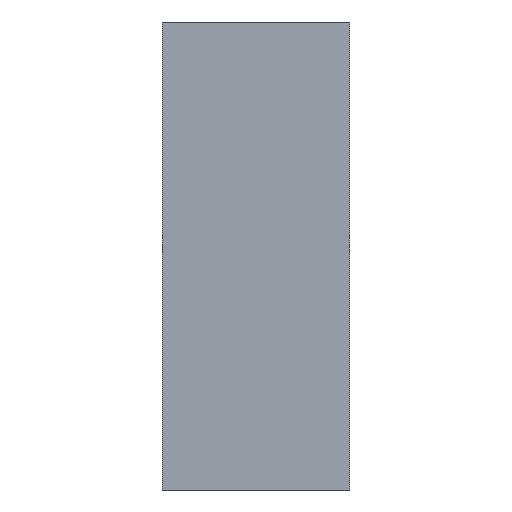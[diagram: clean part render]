
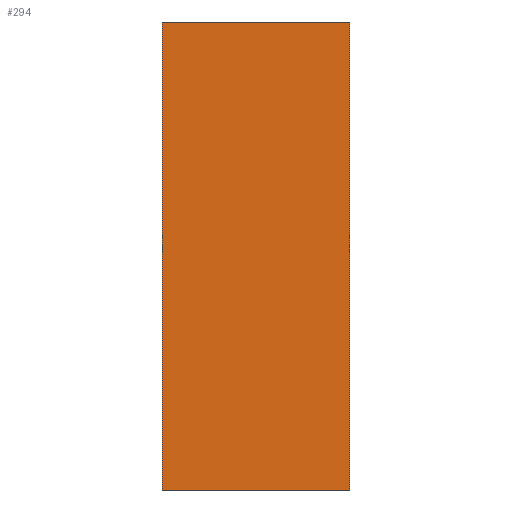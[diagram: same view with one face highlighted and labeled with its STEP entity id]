
A CAD part, front view. The second image highlights one B-rep face of the part: STEP entity #294.
In plain terms, the highlighted planar face has unit normal (0, -1, 0).
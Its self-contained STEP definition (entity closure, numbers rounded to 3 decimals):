
#32=CARTESIAN_POINT('',(177.,-30.,14.));
#33=VERTEX_POINT('',#32);
#34=CARTESIAN_POINT('',(177.,-30.,6.5));
#35=VERTEX_POINT('',#34);
#36=CARTESIAN_POINT('',(177.,-30.,14.));
#37=DIRECTION('',(0.,0.,-1.));
#38=VECTOR('',#37,7.5);
#39=LINE('',#36,#38);
#40=EDGE_CURVE('',#33,#35,#39,.T.);
#74=CARTESIAN_POINT('',(174.,-30.,6.5));
#75=VERTEX_POINT('',#74);
#82=CARTESIAN_POINT('',(174.,-30.,14.));
#83=VERTEX_POINT('',#82);
#84=CARTESIAN_POINT('',(174.,-30.,6.5));
#85=DIRECTION('',(0.,0.,1.));
#86=VECTOR('',#85,7.5);
#87=LINE('',#84,#86);
#88=EDGE_CURVE('',#75,#83,#87,.T.);
#248=CARTESIAN_POINT('',(177.,-30.,6.5));
#249=DIRECTION('',(-1.,0.,0.));
#250=VECTOR('',#249,3.);
#251=LINE('',#248,#250);
#252=EDGE_CURVE('',#35,#75,#251,.T.);
#262=CARTESIAN_POINT('',(177.,-30.,14.));
#263=DIRECTION('',(-1.,0.,0.));
#264=VECTOR('',#263,3.);
#265=LINE('',#262,#264);
#266=EDGE_CURVE('',#33,#83,#265,.T.);
#283=CARTESIAN_POINT('',(179.,-30.,14.));
#284=DIRECTION('',(0.,-1.,0.));
#285=DIRECTION('',(0.,0.,-1.));
#286=AXIS2_PLACEMENT_3D('',#283,#284,#285);
#287=PLANE('',#286);
#288=ORIENTED_EDGE('',*,*,#40,.F.);
#289=ORIENTED_EDGE('',*,*,#266,.T.);
#290=ORIENTED_EDGE('',*,*,#88,.F.);
#291=ORIENTED_EDGE('',*,*,#252,.F.);
#292=EDGE_LOOP('',(#288,#289,#290,#291));
#293=FACE_BOUND('',#292,.T.);
#294=ADVANCED_FACE('',(#293),#287,.T.);
